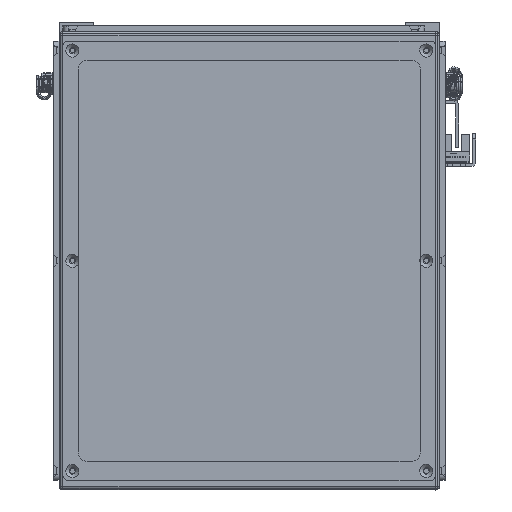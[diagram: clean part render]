
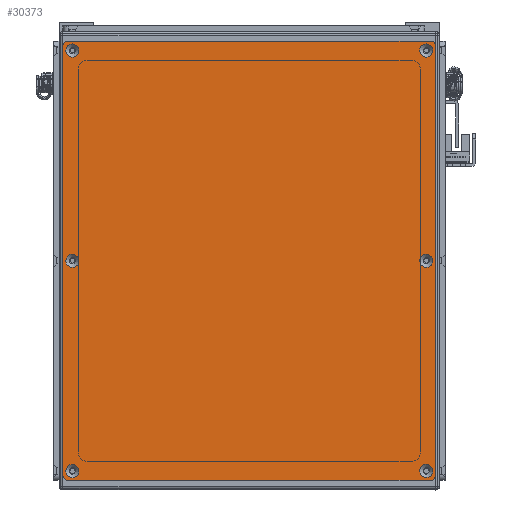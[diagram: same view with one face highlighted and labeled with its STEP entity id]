
A CAD part, front view. The second image highlights one B-rep face of the part: STEP entity #30373.
In plain terms, the highlighted planar face has unit normal (0, -1, 0).
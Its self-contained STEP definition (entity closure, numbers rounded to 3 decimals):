
#696=FACE_BOUND('',#6665,.T.);
#697=FACE_BOUND('',#6666,.T.);
#698=FACE_BOUND('',#6667,.T.);
#699=FACE_BOUND('',#6668,.T.);
#700=FACE_BOUND('',#6669,.T.);
#701=FACE_BOUND('',#6670,.T.);
#2200=PLANE('',#33773);
#4698=FACE_OUTER_BOUND('',#6664,.T.);
#6664=EDGE_LOOP('',(#28490,#28491,#28492,#28493,#28494,#28495,#28496,#28497));
#6665=EDGE_LOOP('',(#28498));
#6666=EDGE_LOOP('',(#28499));
#6667=EDGE_LOOP('',(#28500));
#6668=EDGE_LOOP('',(#28501));
#6669=EDGE_LOOP('',(#28502));
#6670=EDGE_LOOP('',(#28503));
#9169=LINE('',#53534,#11659);
#9170=LINE('',#53538,#11660);
#9171=LINE('',#53542,#11661);
#9172=LINE('',#53545,#11662);
#11659=VECTOR('',#42299,10.);
#11660=VECTOR('',#42302,10.);
#11661=VECTOR('',#42305,10.);
#11662=VECTOR('',#42308,10.);
#13082=CIRCLE('',#33741,3.45);
#13085=CIRCLE('',#33746,3.45);
#13088=CIRCLE('',#33751,3.45);
#13091=CIRCLE('',#33756,3.45);
#13094=CIRCLE('',#33761,3.45);
#13097=CIRCLE('',#33766,3.45);
#13100=CIRCLE('',#33771,3.);
#13102=CIRCLE('',#33774,3.);
#13103=CIRCLE('',#33775,3.);
#13104=CIRCLE('',#33776,3.);
#15896=VERTEX_POINT('',#53464);
#15899=VERTEX_POINT('',#53474);
#15902=VERTEX_POINT('',#53484);
#15905=VERTEX_POINT('',#53494);
#15908=VERTEX_POINT('',#53504);
#15911=VERTEX_POINT('',#53514);
#15914=VERTEX_POINT('',#53524);
#15915=VERTEX_POINT('',#53525);
#15918=VERTEX_POINT('',#53533);
#15919=VERTEX_POINT('',#53535);
#15920=VERTEX_POINT('',#53537);
#15921=VERTEX_POINT('',#53539);
#15922=VERTEX_POINT('',#53541);
#15923=VERTEX_POINT('',#53543);
#20090=EDGE_CURVE('',#15896,#15896,#13082,.T.);
#20095=EDGE_CURVE('',#15899,#15899,#13085,.T.);
#20100=EDGE_CURVE('',#15902,#15902,#13088,.T.);
#20105=EDGE_CURVE('',#15905,#15905,#13091,.T.);
#20110=EDGE_CURVE('',#15908,#15908,#13094,.T.);
#20115=EDGE_CURVE('',#15911,#15911,#13097,.T.);
#20120=EDGE_CURVE('',#15914,#15915,#13100,.T.);
#20124=EDGE_CURVE('',#15914,#15918,#9169,.T.);
#20125=EDGE_CURVE('',#15919,#15918,#13102,.T.);
#20126=EDGE_CURVE('',#15919,#15920,#9170,.T.);
#20127=EDGE_CURVE('',#15921,#15920,#13103,.T.);
#20128=EDGE_CURVE('',#15921,#15922,#9171,.T.);
#20129=EDGE_CURVE('',#15923,#15922,#13104,.T.);
#20130=EDGE_CURVE('',#15923,#15915,#9172,.T.);
#28490=ORIENTED_EDGE('',*,*,#20120,.F.);
#28491=ORIENTED_EDGE('',*,*,#20124,.T.);
#28492=ORIENTED_EDGE('',*,*,#20125,.F.);
#28493=ORIENTED_EDGE('',*,*,#20126,.T.);
#28494=ORIENTED_EDGE('',*,*,#20127,.F.);
#28495=ORIENTED_EDGE('',*,*,#20128,.T.);
#28496=ORIENTED_EDGE('',*,*,#20129,.F.);
#28497=ORIENTED_EDGE('',*,*,#20130,.T.);
#28498=ORIENTED_EDGE('',*,*,#20090,.T.);
#28499=ORIENTED_EDGE('',*,*,#20095,.T.);
#28500=ORIENTED_EDGE('',*,*,#20100,.T.);
#28501=ORIENTED_EDGE('',*,*,#20105,.T.);
#28502=ORIENTED_EDGE('',*,*,#20110,.T.);
#28503=ORIENTED_EDGE('',*,*,#20115,.T.);
#30373=ADVANCED_FACE('',(#4698,#696,#697,#698,#699,#700,#701),#2200,.T.);
#33741=AXIS2_PLACEMENT_3D('',#53465,#42219,#42220);
#33746=AXIS2_PLACEMENT_3D('',#53475,#42231,#42232);
#33751=AXIS2_PLACEMENT_3D('',#53485,#42243,#42244);
#33756=AXIS2_PLACEMENT_3D('',#53495,#42255,#42256);
#33761=AXIS2_PLACEMENT_3D('',#53505,#42267,#42268);
#33766=AXIS2_PLACEMENT_3D('',#53515,#42279,#42280);
#33771=AXIS2_PLACEMENT_3D('',#53526,#42291,#42292);
#33773=AXIS2_PLACEMENT_3D('',#53532,#42297,#42298);
#33774=AXIS2_PLACEMENT_3D('',#53536,#42300,#42301);
#33775=AXIS2_PLACEMENT_3D('',#53540,#42303,#42304);
#33776=AXIS2_PLACEMENT_3D('',#53544,#42306,#42307);
#42219=DIRECTION('center_axis',(0.,1.,0.));
#42220=DIRECTION('ref_axis',(1.,0.,0.));
#42231=DIRECTION('center_axis',(0.,1.,0.));
#42232=DIRECTION('ref_axis',(1.,0.,0.));
#42243=DIRECTION('center_axis',(0.,1.,0.));
#42244=DIRECTION('ref_axis',(1.,0.,0.));
#42255=DIRECTION('center_axis',(0.,1.,0.));
#42256=DIRECTION('ref_axis',(1.,0.,0.));
#42267=DIRECTION('center_axis',(0.,1.,0.));
#42268=DIRECTION('ref_axis',(1.,0.,0.));
#42279=DIRECTION('center_axis',(0.,1.,0.));
#42280=DIRECTION('ref_axis',(1.,0.,0.));
#42291=DIRECTION('center_axis',(0.,1.,0.));
#42292=DIRECTION('ref_axis',(-0.707,0.,0.707));
#42297=DIRECTION('center_axis',(0.,-1.,0.));
#42298=DIRECTION('ref_axis',(0.,0.,-1.));
#42299=DIRECTION('',(0.,0.,-1.));
#42300=DIRECTION('center_axis',(0.,1.,0.));
#42301=DIRECTION('ref_axis',(-0.707,0.,-0.707));
#42302=DIRECTION('',(1.,0.,0.));
#42303=DIRECTION('center_axis',(0.,1.,0.));
#42304=DIRECTION('ref_axis',(0.707,0.,-0.707));
#42305=DIRECTION('',(0.,0.,1.));
#42306=DIRECTION('center_axis',(0.,1.,0.));
#42307=DIRECTION('ref_axis',(0.707,0.,0.707));
#42308=DIRECTION('',(-1.,0.,0.));
#53464=CARTESIAN_POINT('',(107.05,-1.5,93.));
#53465=CARTESIAN_POINT('Origin',(110.5,-1.5,93.));
#53474=CARTESIAN_POINT('',(-3.45,-1.5,93.));
#53475=CARTESIAN_POINT('Origin',(0.,-1.5,93.));
#53484=CARTESIAN_POINT('',(-113.95,-1.5,93.));
#53485=CARTESIAN_POINT('Origin',(-110.5,-1.5,93.));
#53494=CARTESIAN_POINT('',(-113.95,-1.5,-93.));
#53495=CARTESIAN_POINT('Origin',(-110.5,-1.5,-93.));
#53504=CARTESIAN_POINT('',(-3.45,-1.5,-93.));
#53505=CARTESIAN_POINT('Origin',(0.,-1.5,-93.));
#53514=CARTESIAN_POINT('',(107.05,-1.5,-93.));
#53515=CARTESIAN_POINT('Origin',(110.5,-1.5,-93.));
#53524=CARTESIAN_POINT('',(-115.5,-1.5,95.));
#53525=CARTESIAN_POINT('',(-112.5,-1.5,98.));
#53526=CARTESIAN_POINT('Origin',(-112.5,-1.5,95.));
#53532=CARTESIAN_POINT('Origin',(0.,-1.5,0.));
#53533=CARTESIAN_POINT('',(-115.5,-1.5,-95.));
#53534=CARTESIAN_POINT('',(-115.5,-1.5,98.));
#53535=CARTESIAN_POINT('',(-112.5,-1.5,-98.));
#53536=CARTESIAN_POINT('Origin',(-112.5,-1.5,-95.));
#53537=CARTESIAN_POINT('',(112.5,-1.5,-98.));
#53538=CARTESIAN_POINT('',(-115.5,-1.5,-98.));
#53539=CARTESIAN_POINT('',(115.5,-1.5,-95.));
#53540=CARTESIAN_POINT('Origin',(112.5,-1.5,-95.));
#53541=CARTESIAN_POINT('',(115.5,-1.5,95.));
#53542=CARTESIAN_POINT('',(115.5,-1.5,-98.));
#53543=CARTESIAN_POINT('',(112.5,-1.5,98.));
#53544=CARTESIAN_POINT('Origin',(112.5,-1.5,95.));
#53545=CARTESIAN_POINT('',(115.5,-1.5,98.));
